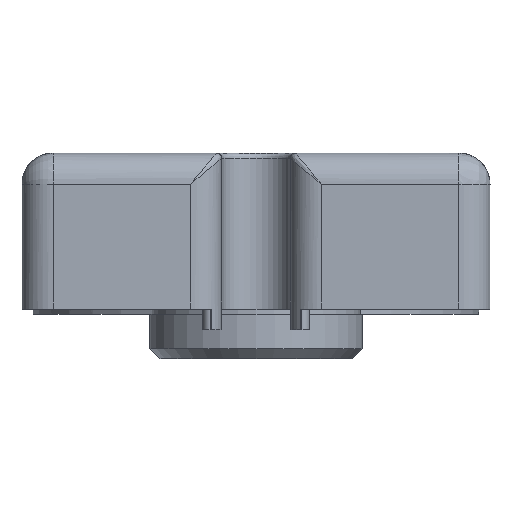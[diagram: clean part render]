
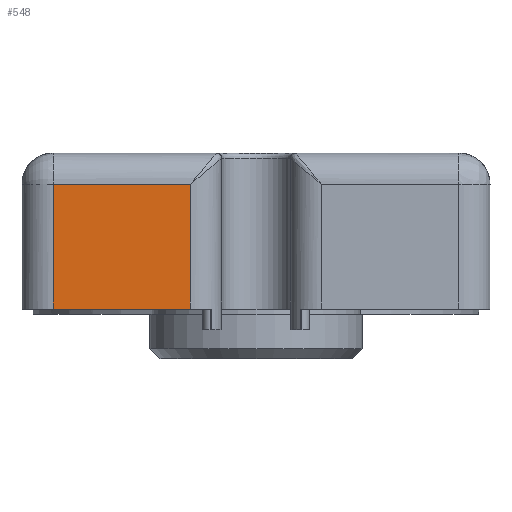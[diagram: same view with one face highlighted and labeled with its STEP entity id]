
A CAD part, left-side view. The second image highlights one B-rep face of the part: STEP entity #548.
In plain terms, the highlighted planar face has unit normal (-1, 0, 0).
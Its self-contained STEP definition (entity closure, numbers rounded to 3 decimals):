
#548=ADVANCED_FACE('',(#899),#900,.T.);
#899=FACE_OUTER_BOUND('',#2039,.T.);
#900=PLANE('',#2040);
#2039=EDGE_LOOP('',(#3383,#3384,#3385,#3386));
#2040=AXIS2_PLACEMENT_3D('',#3387,#3388,#3389);
#3383=ORIENTED_EDGE('',*,*,#4246,.T.);
#3384=ORIENTED_EDGE('',*,*,#3950,.F.);
#3385=ORIENTED_EDGE('',*,*,#4304,.T.);
#3386=ORIENTED_EDGE('',*,*,#4223,.T.);
#3387=CARTESIAN_POINT('',(-45.0,22.5,0.0));
#3388=DIRECTION('',(-1.0,0.0,0.0));
#3389=DIRECTION('',(0.0,0.0,1.0));
#3950=EDGE_CURVE('',#4460,#4461,#4462,.T.);
#4223=EDGE_CURVE('',#4933,#4931,#4934,.F.);
#4246=EDGE_CURVE('',#4931,#4461,#4965,.T.);
#4304=EDGE_CURVE('',#4460,#4933,#5044,.F.);
#4460=VERTEX_POINT('',#5478);
#4461=VERTEX_POINT('',#5479);
#4462=LINE('',#5480,#5481);
#4931=VERTEX_POINT('',#6546);
#4933=VERTEX_POINT('',#6548);
#4934=LINE('',#6549,#6550);
#4965=LINE('',#6616,#6617);
#5044=LINE('',#6847,#6848);
#5478=CARTESIAN_POINT('',(-45.0,19.5,12.0));
#5479=CARTESIAN_POINT('',(-45.0,6.3,12.0));
#5480=CARTESIAN_POINT('',(-45.0,22.664,12.0));
#5481=VECTOR('',#7026,1.0);
#6546=CARTESIAN_POINT('',(-45.0,6.3,0.0));
#6548=CARTESIAN_POINT('',(-45.0,19.5,0.0));
#6549=CARTESIAN_POINT('',(-45.0,22.5,0.0));
#6550=VECTOR('',#7458,1.0);
#6616=CARTESIAN_POINT('',(-45.0,6.3,0.0));
#6617=VECTOR('',#7498,1.0);
#6847=CARTESIAN_POINT('',(-45.0,19.5,0.0));
#6848=VECTOR('',#7568,1.0);
#7026=DIRECTION('',(0.0,-1.0,0.0));
#7458=DIRECTION('',(0.0,1.0,0.0));
#7498=DIRECTION('',(0.0,0.0,1.0));
#7568=DIRECTION('',(0.0,0.0,1.0));
